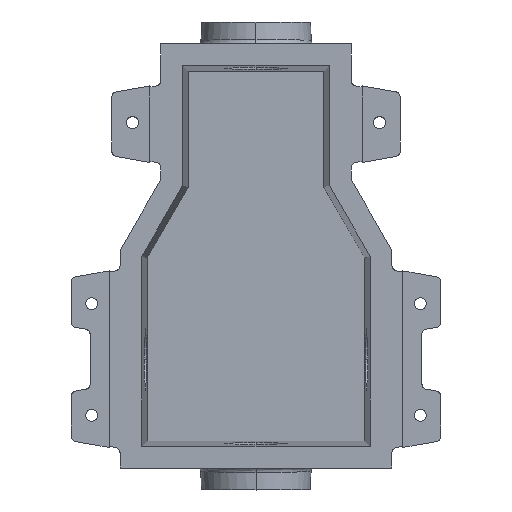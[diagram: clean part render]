
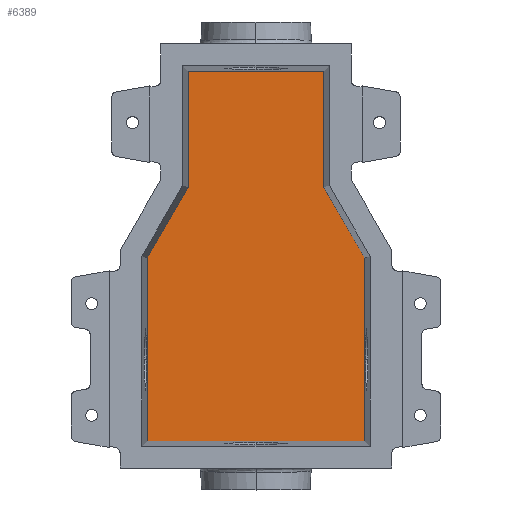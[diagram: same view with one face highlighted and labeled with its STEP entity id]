
A CAD part, top view. The second image highlights one B-rep face of the part: STEP entity #6389.
In plain terms, the highlighted planar face has unit normal (0, 0, 1).
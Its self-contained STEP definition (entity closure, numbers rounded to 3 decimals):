
#1145 = PLANE('',#1146);
#1146 = AXIS2_PLACEMENT_3D('',#1147,#1148,#1149);
#1147 = CARTESIAN_POINT('',(-262.802,39.976,1.396)
  );
#1148 = DIRECTION('',(0.,-0.999,-0.035));
#1149 = DIRECTION('',(1.,0.,0.));
#1173 = PLANE('',#1174);
#1174 = AXIS2_PLACEMENT_3D('',#1175,#1176,#1177);
#1175 = CARTESIAN_POINT('',(210.024,-12.802,1.396)
  );
#1176 = DIRECTION('',(0.999,0.,-0.035));
#1177 = DIRECTION('',(0.,1.,0.));
#1201 = PLANE('',#1202);
#1202 = AXIS2_PLACEMENT_3D('',#1203,#1204,#1205);
#1203 = CARTESIAN_POINT('',(221.771,368.934,1.396)
  );
#1204 = DIRECTION('',(0.866,0.499,-0.035)
  );
#1205 = DIRECTION('',(-0.5,0.866,0.)
  );
#1229 = PLANE('',#1230);
#1230 = AXIS2_PLACEMENT_3D('',#1231,#1232,#1233);
#1231 = CARTESIAN_POINT('',(135.024,517.198,1.396)
  );
#1232 = DIRECTION('',(0.999,0.,-0.035));
#1233 = DIRECTION('',(0.,1.,0.));
#1257 = PLANE('',#1258);
#1258 = AXIS2_PLACEMENT_3D('',#1259,#1260,#1261);
#1259 = CARTESIAN_POINT('',(187.802,740.024,1.396)
  );
#1260 = DIRECTION('',(0.,0.999,-0.035));
#1261 = DIRECTION('',(-1.,0.,0.));
#1285 = PLANE('',#1286);
#1286 = AXIS2_PLACEMENT_3D('',#1287,#1288,#1289);
#1287 = CARTESIAN_POINT('',(-135.024,792.802,1.396)
  );
#1288 = DIRECTION('',(-0.999,0.,-0.035));
#1289 = DIRECTION('',(0.,-1.,-0.));
#1313 = PLANE('',#1314);
#1314 = AXIS2_PLACEMENT_3D('',#1315,#1316,#1317);
#1315 = CARTESIAN_POINT('',(-133.976,521.112,1.396)
  );
#1316 = DIRECTION('',(-0.866,0.499,-0.035)
  );
#1317 = DIRECTION('',(-0.5,-0.866,0.)
  );
#1339 = PLANE('',#1340);
#1340 = AXIS2_PLACEMENT_3D('',#1341,#1342,#1343);
#1341 = CARTESIAN_POINT('',(-210.024,412.802,1.396)
  );
#1342 = DIRECTION('',(-0.999,0.,-0.035));
#1343 = DIRECTION('',(0.,-1.,-0.));
#1355 = VERTEX_POINT('',#1356);
#1356 = CARTESIAN_POINT('',(-199.849,50.151,-290.));
#1377 = EDGE_CURVE('',#1378,#1355,#1380,.T.);
#1378 = VERTEX_POINT('',#1379);
#1379 = CARTESIAN_POINT('',(199.849,50.151,-290.));
#1380 = SURFACE_CURVE('',#1381,(#1385,#1392),.PCURVE_S1.);
#1381 = LINE('',#1382,#1383);
#1382 = CARTESIAN_POINT('',(-131.401,50.151,-290.));
#1383 = VECTOR('',#1384,1.);
#1384 = DIRECTION('',(-1.,-0.,0.));
#1385 = PCURVE('',#1145,#1386);
#1386 = DEFINITIONAL_REPRESENTATION('',(#1387),#1391);
#1387 = LINE('',#1388,#1389);
#1388 = CARTESIAN_POINT('',(131.401,-291.574));
#1389 = VECTOR('',#1390,1.);
#1390 = DIRECTION('',(-1.,0.));
#1391 = ( GEOMETRIC_REPRESENTATION_CONTEXT(2) 
PARAMETRIC_REPRESENTATION_CONTEXT() REPRESENTATION_CONTEXT('2D SPACE',''
  ) );
#1392 = PCURVE('',#1393,#1398);
#1393 = PLANE('',#1394);
#1394 = AXIS2_PLACEMENT_3D('',#1395,#1396,#1397);
#1395 = CARTESIAN_POINT('',(0.,0.,-290.));
#1396 = DIRECTION('',(0.,0.,1.));
#1397 = DIRECTION('',(1.,0.,-0.));
#1398 = DEFINITIONAL_REPRESENTATION('',(#1399),#1403);
#1399 = LINE('',#1400,#1401);
#1400 = CARTESIAN_POINT('',(-131.401,50.151));
#1401 = VECTOR('',#1402,1.);
#1402 = DIRECTION('',(-1.,0.));
#1403 = ( GEOMETRIC_REPRESENTATION_CONTEXT(2) 
PARAMETRIC_REPRESENTATION_CONTEXT() REPRESENTATION_CONTEXT('2D SPACE',''
  ) );
#6085 = EDGE_CURVE('',#6086,#1378,#6088,.T.);
#6086 = VERTEX_POINT('',#6087);
#6087 = CARTESIAN_POINT('',(199.849,386.571,-290.));
#6088 = SURFACE_CURVE('',#6089,(#6093,#6100),.PCURVE_S1.);
#6089 = LINE('',#6090,#6091);
#6090 = CARTESIAN_POINT('',(199.849,-6.401,-290.));
#6091 = VECTOR('',#6092,1.);
#6092 = DIRECTION('',(0.,-1.,0.));
#6093 = PCURVE('',#1173,#6094);
#6094 = DEFINITIONAL_REPRESENTATION('',(#6095),#6099);
#6095 = LINE('',#6096,#6097);
#6096 = CARTESIAN_POINT('',(6.401,-291.574));
#6097 = VECTOR('',#6098,1.);
#6098 = DIRECTION('',(-1.,0.));
#6099 = ( GEOMETRIC_REPRESENTATION_CONTEXT(2) 
PARAMETRIC_REPRESENTATION_CONTEXT() REPRESENTATION_CONTEXT('2D SPACE',''
  ) );
#6100 = PCURVE('',#1393,#6101);
#6101 = DEFINITIONAL_REPRESENTATION('',(#6102),#6106);
#6102 = LINE('',#6103,#6104);
#6103 = CARTESIAN_POINT('',(199.849,-6.401));
#6104 = VECTOR('',#6105,1.);
#6105 = DIRECTION('',(0.,-1.));
#6106 = ( GEOMETRIC_REPRESENTATION_CONTEXT(2) 
PARAMETRIC_REPRESENTATION_CONTEXT() REPRESENTATION_CONTEXT('2D SPACE',''
  ) );
#6343 = VERTEX_POINT('',#6344);
#6344 = CARTESIAN_POINT('',(-199.849,386.571,-290.));
#6365 = EDGE_CURVE('',#1355,#6343,#6366,.T.);
#6366 = SURFACE_CURVE('',#6367,(#6371,#6378),.PCURVE_S1.);
#6367 = LINE('',#6368,#6369);
#6368 = CARTESIAN_POINT('',(-199.849,206.401,-290.));
#6369 = VECTOR('',#6370,1.);
#6370 = DIRECTION('',(0.,1.,-0.));
#6371 = PCURVE('',#1339,#6372);
#6372 = DEFINITIONAL_REPRESENTATION('',(#6373),#6377);
#6373 = LINE('',#6374,#6375);
#6374 = CARTESIAN_POINT('',(206.401,-291.574));
#6375 = VECTOR('',#6376,1.);
#6376 = DIRECTION('',(-1.,0.));
#6377 = ( GEOMETRIC_REPRESENTATION_CONTEXT(2) 
PARAMETRIC_REPRESENTATION_CONTEXT() REPRESENTATION_CONTEXT('2D SPACE',''
  ) );
#6378 = PCURVE('',#1393,#6379);
#6379 = DEFINITIONAL_REPRESENTATION('',(#6380),#6384);
#6380 = LINE('',#6381,#6382);
#6381 = CARTESIAN_POINT('',(-199.849,206.401));
#6382 = VECTOR('',#6383,1.);
#6383 = DIRECTION('',(0.,1.));
#6384 = ( GEOMETRIC_REPRESENTATION_CONTEXT(2) 
PARAMETRIC_REPRESENTATION_CONTEXT() REPRESENTATION_CONTEXT('2D SPACE',''
  ) );
#6389 = ADVANCED_FACE('',(#6390),#1393,.T.);
#6390 = FACE_BOUND('',#6391,.T.);
#6391 = EDGE_LOOP('',(#6392,#6417,#6438,#6439,#6440,#6441,#6464,#6487));
#6392 = ORIENTED_EDGE('',*,*,#6393,.F.);
#6393 = EDGE_CURVE('',#6394,#6396,#6398,.T.);
#6394 = VERTEX_POINT('',#6395);
#6395 = CARTESIAN_POINT('',(-124.849,516.571,-290.));
#6396 = VERTEX_POINT('',#6397);
#6397 = CARTESIAN_POINT('',(-124.849,729.849,-290.));
#6398 = SURFACE_CURVE('',#6399,(#6403,#6410),.PCURVE_S1.);
#6399 = LINE('',#6400,#6401);
#6400 = CARTESIAN_POINT('',(-124.849,396.401,-290.));
#6401 = VECTOR('',#6402,1.);
#6402 = DIRECTION('',(0.,1.,-0.));
#6403 = PCURVE('',#1393,#6404);
#6404 = DEFINITIONAL_REPRESENTATION('',(#6405),#6409);
#6405 = LINE('',#6406,#6407);
#6406 = CARTESIAN_POINT('',(-124.849,396.401));
#6407 = VECTOR('',#6408,1.);
#6408 = DIRECTION('',(0.,1.));
#6409 = ( GEOMETRIC_REPRESENTATION_CONTEXT(2) 
PARAMETRIC_REPRESENTATION_CONTEXT() REPRESENTATION_CONTEXT('2D SPACE',''
  ) );
#6410 = PCURVE('',#1285,#6411);
#6411 = DEFINITIONAL_REPRESENTATION('',(#6412),#6416);
#6412 = LINE('',#6413,#6414);
#6413 = CARTESIAN_POINT('',(396.401,-291.574));
#6414 = VECTOR('',#6415,1.);
#6415 = DIRECTION('',(-1.,0.));
#6416 = ( GEOMETRIC_REPRESENTATION_CONTEXT(2) 
PARAMETRIC_REPRESENTATION_CONTEXT() REPRESENTATION_CONTEXT('2D SPACE',''
  ) );
#6417 = ORIENTED_EDGE('',*,*,#6418,.F.);
#6418 = EDGE_CURVE('',#6343,#6394,#6419,.T.);
#6419 = SURFACE_CURVE('',#6420,(#6424,#6431),.PCURVE_S1.);
#6420 = LINE('',#6421,#6422);
#6421 = CARTESIAN_POINT('',(-221.216,349.534,-290.));
#6422 = VECTOR('',#6423,1.);
#6423 = DIRECTION('',(0.5,0.866,-0.));
#6424 = PCURVE('',#1393,#6425);
#6425 = DEFINITIONAL_REPRESENTATION('',(#6426),#6430);
#6426 = LINE('',#6427,#6428);
#6427 = CARTESIAN_POINT('',(-221.216,349.534));
#6428 = VECTOR('',#6429,1.);
#6429 = DIRECTION('',(0.5,0.866));
#6430 = ( GEOMETRIC_REPRESENTATION_CONTEXT(2) 
PARAMETRIC_REPRESENTATION_CONTEXT() REPRESENTATION_CONTEXT('2D SPACE',''
  ) );
#6431 = PCURVE('',#1313,#6432);
#6432 = DEFINITIONAL_REPRESENTATION('',(#6433),#6437);
#6433 = LINE('',#6434,#6435);
#6434 = CARTESIAN_POINT('',(192.215,-291.574));
#6435 = VECTOR('',#6436,1.);
#6436 = DIRECTION('',(-1.,0.));
#6437 = ( GEOMETRIC_REPRESENTATION_CONTEXT(2) 
PARAMETRIC_REPRESENTATION_CONTEXT() REPRESENTATION_CONTEXT('2D SPACE',''
  ) );
#6438 = ORIENTED_EDGE('',*,*,#6365,.F.);
#6439 = ORIENTED_EDGE('',*,*,#1377,.F.);
#6440 = ORIENTED_EDGE('',*,*,#6085,.F.);
#6441 = ORIENTED_EDGE('',*,*,#6442,.F.);
#6442 = EDGE_CURVE('',#6443,#6086,#6445,.T.);
#6443 = VERTEX_POINT('',#6444);
#6444 = CARTESIAN_POINT('',(124.849,516.571,-290.));
#6445 = SURFACE_CURVE('',#6446,(#6450,#6457),.PCURVE_S1.);
#6446 = LINE('',#6447,#6448);
#6447 = CARTESIAN_POINT('',(265.114,273.445,-290.));
#6448 = VECTOR('',#6449,1.);
#6449 = DIRECTION('',(0.5,-0.866,0.));
#6450 = PCURVE('',#1393,#6451);
#6451 = DEFINITIONAL_REPRESENTATION('',(#6452),#6456);
#6452 = LINE('',#6453,#6454);
#6453 = CARTESIAN_POINT('',(265.114,273.445));
#6454 = VECTOR('',#6455,1.);
#6455 = DIRECTION('',(0.5,-0.866));
#6456 = ( GEOMETRIC_REPRESENTATION_CONTEXT(2) 
PARAMETRIC_REPRESENTATION_CONTEXT() REPRESENTATION_CONTEXT('2D SPACE',''
  ) );
#6457 = PCURVE('',#1201,#6458);
#6458 = DEFINITIONAL_REPRESENTATION('',(#6459),#6463);
#6459 = LINE('',#6460,#6461);
#6460 = CARTESIAN_POINT('',(-104.371,-291.574));
#6461 = VECTOR('',#6462,1.);
#6462 = DIRECTION('',(-1.,0.));
#6463 = ( GEOMETRIC_REPRESENTATION_CONTEXT(2) 
PARAMETRIC_REPRESENTATION_CONTEXT() REPRESENTATION_CONTEXT('2D SPACE',''
  ) );
#6464 = ORIENTED_EDGE('',*,*,#6465,.F.);
#6465 = EDGE_CURVE('',#6466,#6443,#6468,.T.);
#6466 = VERTEX_POINT('',#6467);
#6467 = CARTESIAN_POINT('',(124.849,729.849,-290.));
#6468 = SURFACE_CURVE('',#6469,(#6473,#6480),.PCURVE_S1.);
#6469 = LINE('',#6470,#6471);
#6470 = CARTESIAN_POINT('',(124.849,258.599,-290.));
#6471 = VECTOR('',#6472,1.);
#6472 = DIRECTION('',(0.,-1.,0.));
#6473 = PCURVE('',#1393,#6474);
#6474 = DEFINITIONAL_REPRESENTATION('',(#6475),#6479);
#6475 = LINE('',#6476,#6477);
#6476 = CARTESIAN_POINT('',(124.849,258.599));
#6477 = VECTOR('',#6478,1.);
#6478 = DIRECTION('',(0.,-1.));
#6479 = ( GEOMETRIC_REPRESENTATION_CONTEXT(2) 
PARAMETRIC_REPRESENTATION_CONTEXT() REPRESENTATION_CONTEXT('2D SPACE',''
  ) );
#6480 = PCURVE('',#1229,#6481);
#6481 = DEFINITIONAL_REPRESENTATION('',(#6482),#6486);
#6482 = LINE('',#6483,#6484);
#6483 = CARTESIAN_POINT('',(-258.599,-291.574));
#6484 = VECTOR('',#6485,1.);
#6485 = DIRECTION('',(-1.,0.));
#6486 = ( GEOMETRIC_REPRESENTATION_CONTEXT(2) 
PARAMETRIC_REPRESENTATION_CONTEXT() REPRESENTATION_CONTEXT('2D SPACE',''
  ) );
#6487 = ORIENTED_EDGE('',*,*,#6488,.F.);
#6488 = EDGE_CURVE('',#6396,#6466,#6489,.T.);
#6489 = SURFACE_CURVE('',#6490,(#6494,#6501),.PCURVE_S1.);
#6490 = LINE('',#6491,#6492);
#6491 = CARTESIAN_POINT('',(93.901,729.849,-290.));
#6492 = VECTOR('',#6493,1.);
#6493 = DIRECTION('',(1.,-0.,-0.));
#6494 = PCURVE('',#1393,#6495);
#6495 = DEFINITIONAL_REPRESENTATION('',(#6496),#6500);
#6496 = LINE('',#6497,#6498);
#6497 = CARTESIAN_POINT('',(93.901,729.849));
#6498 = VECTOR('',#6499,1.);
#6499 = DIRECTION('',(1.,-0.));
#6500 = ( GEOMETRIC_REPRESENTATION_CONTEXT(2) 
PARAMETRIC_REPRESENTATION_CONTEXT() REPRESENTATION_CONTEXT('2D SPACE',''
  ) );
#6501 = PCURVE('',#1257,#6502);
#6502 = DEFINITIONAL_REPRESENTATION('',(#6503),#6507);
#6503 = LINE('',#6504,#6505);
#6504 = CARTESIAN_POINT('',(93.901,-291.574));
#6505 = VECTOR('',#6506,1.);
#6506 = DIRECTION('',(-1.,0.));
#6507 = ( GEOMETRIC_REPRESENTATION_CONTEXT(2) 
PARAMETRIC_REPRESENTATION_CONTEXT() REPRESENTATION_CONTEXT('2D SPACE',''
  ) );
